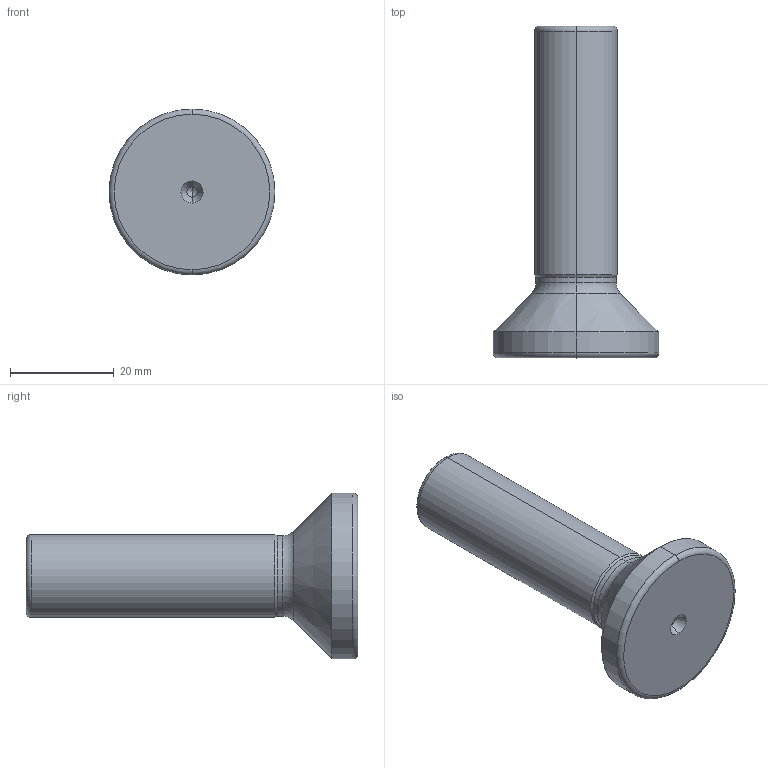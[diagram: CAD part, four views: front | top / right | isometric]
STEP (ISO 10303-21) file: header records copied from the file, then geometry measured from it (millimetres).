
FILE_DESCRIPTION (( 'STEP AP214' ), '1' );
FILE_NAME ('804 259 Positionier-Nippel Speedy classic 1 045-391.STEP', '2014-03-21T14:17:29', ( '' ), ( '' ), 'SwSTEP 2.0', 'SolidWorks 2013', '' );
FILE_SCHEMA (( 'AUTOMOTIVE_DESIGN' ));
Length unit declared in the file: millimetre
Products named in the file (1): 804 259 Positionier-Nippel Speedy classic 1 045-391
Bounding box: 32 x 64 x 32 mm (x, y, z)
Volume: 17933.9 mm3; surface area: 4895.5 mm2
Topology: 1 solids, 1 shells, 30 faces, 62 edges, 32 vertices
Faces by surface type: cone 12, cylinder 10, torus 6, plane 2
Entity records: 792 total; most frequent: DIRECTION 156, CARTESIAN_POINT 121, ORIENTED_EDGE 116, AXIS2_PLACEMENT_3D 67, EDGE_CURVE 58, CIRCLE 36, EDGE_LOOP 32, VERTEX_POINT 32
